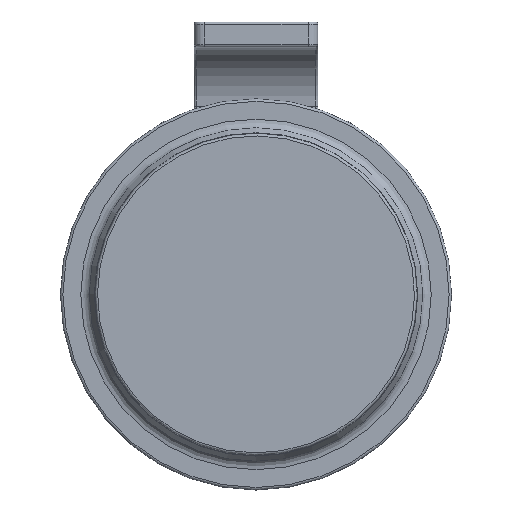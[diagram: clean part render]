
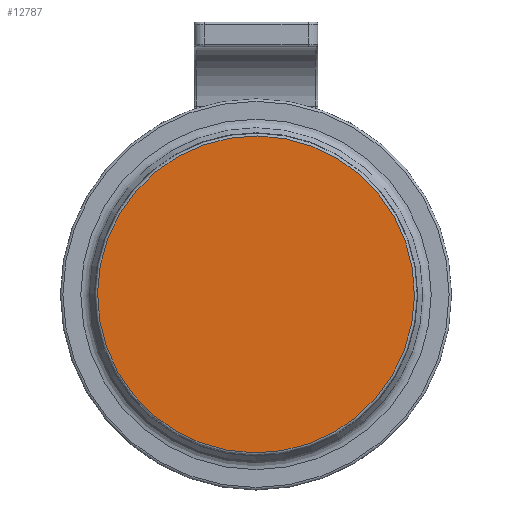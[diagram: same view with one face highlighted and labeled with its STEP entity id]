
A CAD part, front view. The second image highlights one B-rep face of the part: STEP entity #12787.
In plain terms, the highlighted face is planar.
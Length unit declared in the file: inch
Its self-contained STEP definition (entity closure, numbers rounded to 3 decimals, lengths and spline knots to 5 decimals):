
#3107=PLANE('',#13165);
#4090=FACE_OUTER_BOUND('',#5067,.T.);
#5067=EDGE_LOOP('',(#11943));
#5197=CIRCLE('',#13166,3.2);
#6425=VERTEX_POINT('',#29997);
#8265=EDGE_CURVE('',#6425,#6425,#5197,.T.);
#11943=ORIENTED_EDGE('',*,*,#8265,.F.);
#12787=ADVANCED_FACE('',(#4090),#3107,.T.);
#13165=AXIS2_PLACEMENT_3D('',#29996,#14526,#14527);
#13166=AXIS2_PLACEMENT_3D('',#29998,#14528,#14529);
#14526=DIRECTION('center_axis',(0.,1.,0.));
#14527=DIRECTION('ref_axis',(0.,0.,1.));
#14528=DIRECTION('center_axis',(0.,-1.,0.));
#14529=DIRECTION('ref_axis',(-1.,0.,0.));
#29996=CARTESIAN_POINT('Origin',(-1.6,1.00723,0.));
#29997=CARTESIAN_POINT('',(-3.2,1.00723,0.));
#29998=CARTESIAN_POINT('Origin',(0.,1.00723,0.));
